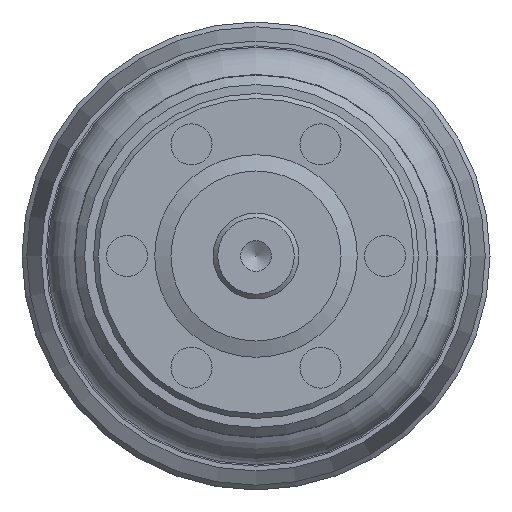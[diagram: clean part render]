
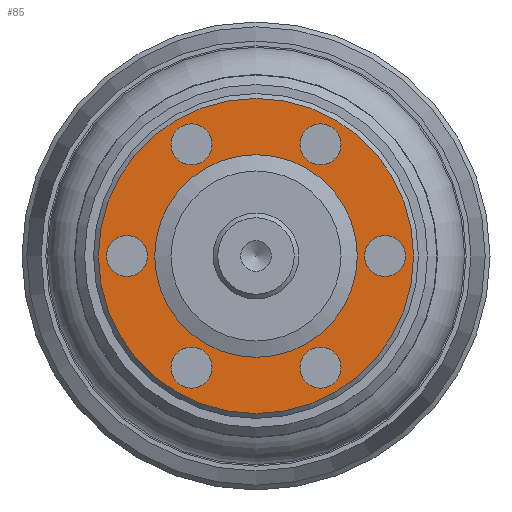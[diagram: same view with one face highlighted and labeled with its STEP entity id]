
A CAD part, front view. The second image highlights one B-rep face of the part: STEP entity #85.
In plain terms, the highlighted planar face has unit normal (0, -1, 0).
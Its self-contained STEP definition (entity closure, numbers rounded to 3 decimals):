
#85 = ADVANCED_FACE( '', ( #218, #219, #220, #221, #222, #223, #224, #225 ), #226, .T. );
#218 = FACE_BOUND( '', #456, .T. );
#219 = FACE_BOUND( '', #457, .T. );
#220 = FACE_BOUND( '', #458, .T. );
#221 = FACE_BOUND( '', #459, .T. );
#222 = FACE_BOUND( '', #460, .T. );
#223 = FACE_BOUND( '', #461, .T. );
#224 = FACE_OUTER_BOUND( '', #462, .T. );
#225 = FACE_BOUND( '', #463, .T. );
#226 = PLANE( '', #464 );
#456 = EDGE_LOOP( '', ( #694 ) );
#457 = EDGE_LOOP( '', ( #695 ) );
#458 = EDGE_LOOP( '', ( #696 ) );
#459 = EDGE_LOOP( '', ( #697 ) );
#460 = EDGE_LOOP( '', ( #698 ) );
#461 = EDGE_LOOP( '', ( #699 ) );
#462 = EDGE_LOOP( '', ( #700 ) );
#463 = EDGE_LOOP( '', ( #701 ) );
#464 = AXIS2_PLACEMENT_3D( '', #702, #703, #704 );
#694 = ORIENTED_EDGE( '', *, *, #1026, .T. );
#695 = ORIENTED_EDGE( '', *, *, #1027, .T. );
#696 = ORIENTED_EDGE( '', *, *, #1028, .T. );
#697 = ORIENTED_EDGE( '', *, *, #1029, .T. );
#698 = ORIENTED_EDGE( '', *, *, #1030, .T. );
#699 = ORIENTED_EDGE( '', *, *, #1031, .F. );
#700 = ORIENTED_EDGE( '', *, *, #1032, .T. );
#701 = ORIENTED_EDGE( '', *, *, #1033, .T. );
#702 = CARTESIAN_POINT( '', ( 0., 0., 10.603 ) );
#703 = DIRECTION( '', ( 0., -1., 0. ) );
#704 = DIRECTION( '', ( 1., 0., 0. ) );
#1026 = EDGE_CURVE( '', #1146, #1146, #1147, .T. );
#1027 = EDGE_CURVE( '', #1148, #1148, #1149, .T. );
#1028 = EDGE_CURVE( '', #1150, #1150, #1151, .T. );
#1029 = EDGE_CURVE( '', #1152, #1152, #1153, .T. );
#1030 = EDGE_CURVE( '', #1154, #1154, #1155, .T. );
#1031 = EDGE_CURVE( '', #1156, #1156, #1157, .T. );
#1032 = EDGE_CURVE( '', #1158, #1158, #1159, .T. );
#1033 = EDGE_CURVE( '', #1160, #1160, #1161, .T. );
#1146 = VERTEX_POINT( '', #1321 );
#1147 = CIRCLE( '', #1322, 2.15 );
#1148 = VERTEX_POINT( '', #1323 );
#1149 = CIRCLE( '', #1324, 2.15 );
#1150 = VERTEX_POINT( '', #1325 );
#1151 = CIRCLE( '', #1326, 2.15 );
#1152 = VERTEX_POINT( '', #1327 );
#1153 = CIRCLE( '', #1328, 2.15 );
#1154 = VERTEX_POINT( '', #1329 );
#1155 = CIRCLE( '', #1330, 2.15 );
#1156 = VERTEX_POINT( '', #1331 );
#1157 = CIRCLE( '', #1332, 10.603 );
#1158 = VERTEX_POINT( '', #1333 );
#1159 = CIRCLE( '', #1334, 16.5 );
#1160 = VERTEX_POINT( '', #1335 );
#1161 = CIRCLE( '', #1336, 2.15 );
#1321 = CARTESIAN_POINT( '', ( 7.825, 0., -13.553 ) );
#1322 = AXIS2_PLACEMENT_3D( '', #1497, #1498, #1499 );
#1323 = CARTESIAN_POINT( '', ( -7.825, 0., -13.553 ) );
#1324 = AXIS2_PLACEMENT_3D( '', #1500, #1501, #1502 );
#1325 = CARTESIAN_POINT( '', ( -15.65, 0., 0. ) );
#1326 = AXIS2_PLACEMENT_3D( '', #1503, #1504, #1505 );
#1327 = CARTESIAN_POINT( '', ( -7.825, 0., 13.553 ) );
#1328 = AXIS2_PLACEMENT_3D( '', #1506, #1507, #1508 );
#1329 = CARTESIAN_POINT( '', ( 7.825, 0., 13.553 ) );
#1330 = AXIS2_PLACEMENT_3D( '', #1509, #1510, #1511 );
#1331 = CARTESIAN_POINT( '', ( 10.603, 0., 0. ) );
#1332 = AXIS2_PLACEMENT_3D( '', #1512, #1513, #1514 );
#1333 = CARTESIAN_POINT( '', ( 16.5, 0., 0. ) );
#1334 = AXIS2_PLACEMENT_3D( '', #1515, #1516, #1517 );
#1335 = CARTESIAN_POINT( '', ( 15.65, 0., 0. ) );
#1336 = AXIS2_PLACEMENT_3D( '', #1518, #1519, #1520 );
#1497 = CARTESIAN_POINT( '', ( 6.75, 0., -11.691 ) );
#1498 = DIRECTION( '', ( 0., 1., 0. ) );
#1499 = DIRECTION( '', ( 0.5, 0., -0.866 ) );
#1500 = CARTESIAN_POINT( '', ( -6.75, 0., -11.691 ) );
#1501 = DIRECTION( '', ( 0., 1., 0. ) );
#1502 = DIRECTION( '', ( -0.5, 0., -0.866 ) );
#1503 = CARTESIAN_POINT( '', ( -13.5, 0., 0. ) );
#1504 = DIRECTION( '', ( 0., 1., 0. ) );
#1505 = DIRECTION( '', ( -1., 0., 0. ) );
#1506 = CARTESIAN_POINT( '', ( -6.75, 0., 11.691 ) );
#1507 = DIRECTION( '', ( 0., 1., 0. ) );
#1508 = DIRECTION( '', ( -0.5, 0., 0.866 ) );
#1509 = CARTESIAN_POINT( '', ( 6.75, 0., 11.691 ) );
#1510 = DIRECTION( '', ( 0., 1., 0. ) );
#1511 = DIRECTION( '', ( 0.5, 0., 0.866 ) );
#1512 = CARTESIAN_POINT( '', ( 0., 0., 0. ) );
#1513 = DIRECTION( '', ( 0., -1., 0. ) );
#1514 = DIRECTION( '', ( 1., 0., 0. ) );
#1515 = CARTESIAN_POINT( '', ( 0., 0., 0. ) );
#1516 = DIRECTION( '', ( 0., -1., 0. ) );
#1517 = DIRECTION( '', ( 1., 0., 0. ) );
#1518 = CARTESIAN_POINT( '', ( 13.5, 0., 0. ) );
#1519 = DIRECTION( '', ( 0., 1., 0. ) );
#1520 = DIRECTION( '', ( 1., 0., 0. ) );
